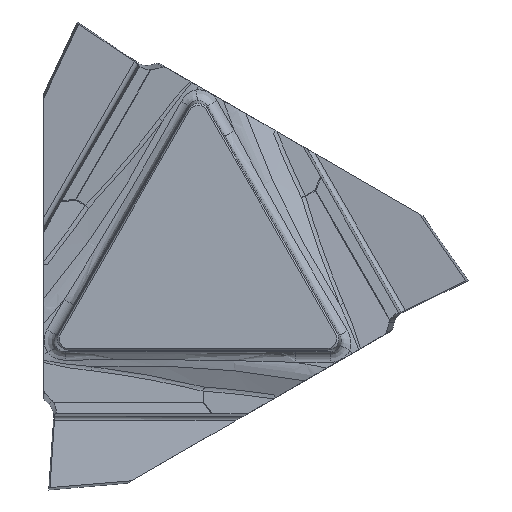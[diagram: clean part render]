
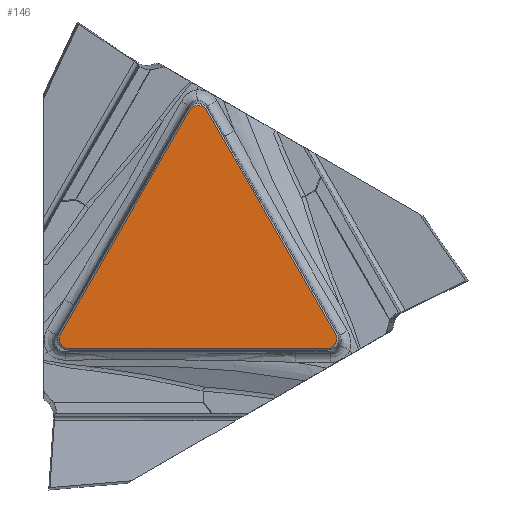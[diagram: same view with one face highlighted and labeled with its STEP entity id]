
A CAD part, left-side view. The second image highlights one B-rep face of the part: STEP entity #146.
In plain terms, the highlighted planar face has unit normal (-1, 0, 0).
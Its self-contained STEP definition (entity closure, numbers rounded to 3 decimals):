
#146=ADVANCED_FACE('',(#293),#248,.T.);
#248=PLANE('',#1817);
#293=FACE_OUTER_BOUND('',#395,.T.);
#395=EDGE_LOOP('',(#792,#793,#794,#795,#796,#797));
#525=LINE('',#2601,#647);
#526=LINE('',#2608,#648);
#527=LINE('',#2615,#649);
#647=VECTOR('',#2040,1.);
#648=VECTOR('',#2041,1.);
#649=VECTOR('',#2042,1.);
#792=ORIENTED_EDGE('',*,*,#1472,.T.);
#793=ORIENTED_EDGE('',*,*,#1473,.T.);
#794=ORIENTED_EDGE('',*,*,#1474,.T.);
#795=ORIENTED_EDGE('',*,*,#1475,.T.);
#796=ORIENTED_EDGE('',*,*,#1476,.T.);
#797=ORIENTED_EDGE('',*,*,#1477,.T.);
#1308=VERTEX_POINT('',#2599);
#1309=VERTEX_POINT('',#2600);
#1310=VERTEX_POINT('',#2602);
#1311=VERTEX_POINT('',#2607);
#1312=VERTEX_POINT('',#2609);
#1313=VERTEX_POINT('',#2614);
#1472=EDGE_CURVE('',#1308,#1309,#1730,.T.);
#1473=EDGE_CURVE('',#1309,#1310,#525,.T.);
#1474=EDGE_CURVE('',#1310,#1311,#1731,.T.);
#1475=EDGE_CURVE('',#1311,#1312,#526,.T.);
#1476=EDGE_CURVE('',#1312,#1313,#1732,.T.);
#1477=EDGE_CURVE('',#1313,#1308,#527,.T.);
#1730=B_SPLINE_CURVE_WITH_KNOTS('',3,(#2595,#2596,#2597,#2598),
 .UNSPECIFIED.,.F.,.F.,(4,4),(0.,1.),.UNSPECIFIED.);
#1731=B_SPLINE_CURVE_WITH_KNOTS('',3,(#2603,#2604,#2605,#2606),
 .UNSPECIFIED.,.F.,.F.,(4,4),(0.,1.),.UNSPECIFIED.);
#1732=B_SPLINE_CURVE_WITH_KNOTS('',3,(#2610,#2611,#2612,#2613),
 .UNSPECIFIED.,.F.,.F.,(4,4),(0.,1.),.UNSPECIFIED.);
#1817=AXIS2_PLACEMENT_3D('',#2616,#2043,#2044);
#2040=DIRECTION('',(0.,0.5,0.866));
#2041=DIRECTION('',(0.,0.5,-0.866));
#2042=DIRECTION('',(0.,-1.,0.));
#2043=DIRECTION('',(-1.,0.,0.));
#2044=DIRECTION('',(0.,0.,-1.));
#2595=CARTESIAN_POINT('',(-5.54,-5.976,-3.876));
#2596=CARTESIAN_POINT('',(-5.54,-6.286,-3.877));
#2597=CARTESIAN_POINT('',(-5.54,-6.485,-3.479));
#2598=CARTESIAN_POINT('',(-5.54,-6.345,-3.237));
#2599=CARTESIAN_POINT('',(-5.54,-5.976,-3.876));
#2600=CARTESIAN_POINT('',(-5.54,-6.345,-3.237));
#2601=CARTESIAN_POINT('',(-5.54,-6.343,-3.234));
#2602=CARTESIAN_POINT('',(-5.54,-0.369,7.114));
#2603=CARTESIAN_POINT('',(-5.54,-0.369,7.114));
#2604=CARTESIAN_POINT('',(-5.54,-0.214,7.382));
#2605=CARTESIAN_POINT('',(-5.54,0.23,7.356));
#2606=CARTESIAN_POINT('',(-5.54,0.369,7.114));
#2607=CARTESIAN_POINT('',(-5.54,0.369,7.114));
#2608=CARTESIAN_POINT('',(-5.54,0.371,7.11));
#2609=CARTESIAN_POINT('',(-5.54,6.345,-3.237));
#2610=CARTESIAN_POINT('',(-5.54,6.345,-3.237));
#2611=CARTESIAN_POINT('',(-5.54,6.5,-3.506));
#2612=CARTESIAN_POINT('',(-5.54,6.255,-3.877));
#2613=CARTESIAN_POINT('',(-5.54,5.976,-3.876));
#2614=CARTESIAN_POINT('',(-5.54,5.976,-3.876));
#2615=CARTESIAN_POINT('',(-5.54,5.972,-3.876));
#2616=CARTESIAN_POINT('',(-5.54,0.,0.));
